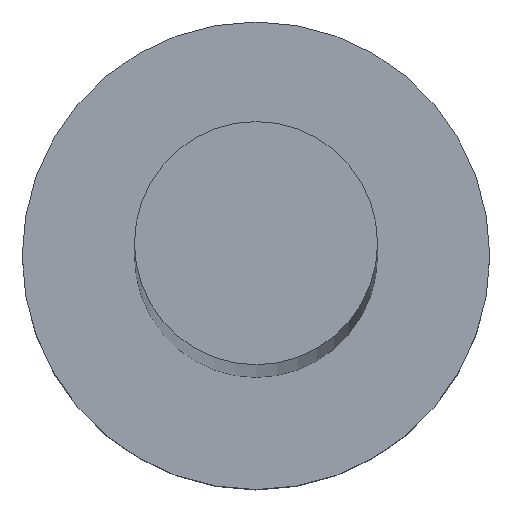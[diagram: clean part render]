
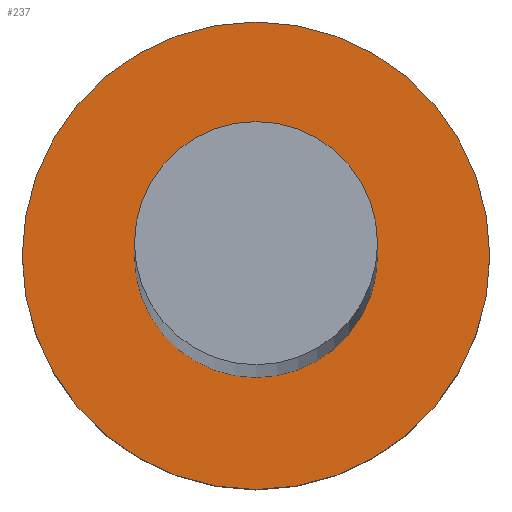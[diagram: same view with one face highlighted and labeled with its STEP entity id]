
A CAD part, top view. The second image highlights one B-rep face of the part: STEP entity #237.
In plain terms, the highlighted planar face has unit normal (0, 0, 1).
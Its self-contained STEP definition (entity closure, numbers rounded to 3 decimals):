
#15 = VERTEX_POINT ( 'NONE', #177 ) ;
#22 = AXIS2_PLACEMENT_3D ( 'NONE', #102, #230, #32 ) ;
#25 = AXIS2_PLACEMENT_3D ( 'NONE', #198, #233, #134 ) ;
#32 = DIRECTION ( 'NONE',  ( 1., 0., 0. ) ) ;
#36 = FACE_OUTER_BOUND ( 'NONE', #169, .T. ) ;
#47 = CARTESIAN_POINT ( 'NONE',  ( 2.6, 0., 5. ) ) ;
#48 = VERTEX_POINT ( 'NONE', #221 ) ;
#50 = CARTESIAN_POINT ( 'NONE',  ( 0., 0., 5. ) ) ;
#62 = ORIENTED_EDGE ( 'NONE', *, *, #75, .T. ) ;
#66 = CARTESIAN_POINT ( 'NONE',  ( -5., 0., 5. ) ) ;
#75 = EDGE_CURVE ( 'NONE', #15, #82, #214, .T. ) ;
#82 = VERTEX_POINT ( 'NONE', #66 ) ;
#91 = CIRCLE ( 'NONE', #236, 2.6 ) ;
#94 = AXIS2_PLACEMENT_3D ( 'NONE', #228, #255, #252 ) ;
#102 = CARTESIAN_POINT ( 'NONE',  ( 0., 0., 5. ) ) ;
#111 = EDGE_CURVE ( 'NONE', #48, #129, #229, .T. ) ;
#117 = PLANE ( 'NONE',  #25 ) ;
#124 = ORIENTED_EDGE ( 'NONE', *, *, #183, .T. ) ;
#129 = VERTEX_POINT ( 'NONE', #47 ) ;
#132 = CIRCLE ( 'NONE', #22, 5. ) ;
#134 = DIRECTION ( 'NONE',  ( 1., 0., 0. ) ) ;
#139 = EDGE_CURVE ( 'NONE', #129, #48, #91, .T. ) ;
#167 = DIRECTION ( 'NONE',  ( 1., 0., 0. ) ) ;
#169 = EDGE_LOOP ( 'NONE', ( #124, #62 ) ) ;
#170 = DIRECTION ( 'NONE',  ( 0., 0., 1. ) ) ;
#173 = DIRECTION ( 'NONE',  ( 1., 0., 0. ) ) ;
#174 = ORIENTED_EDGE ( 'NONE', *, *, #139, .F. ) ;
#177 = CARTESIAN_POINT ( 'NONE',  ( 5., 0., 5. ) ) ;
#178 = CARTESIAN_POINT ( 'NONE',  ( 0., 0., 5. ) ) ;
#183 = EDGE_CURVE ( 'NONE', #82, #15, #132, .T. ) ;
#185 = ORIENTED_EDGE ( 'NONE', *, *, #111, .F. ) ;
#187 = EDGE_LOOP ( 'NONE', ( #185, #174 ) ) ;
#198 = CARTESIAN_POINT ( 'NONE',  ( 0., 0., 5. ) ) ;
#208 = DIRECTION ( 'NONE',  ( 0., 0., 1. ) ) ;
#214 = CIRCLE ( 'NONE', #94, 5. ) ;
#215 = FACE_BOUND ( 'NONE', #187, .T. ) ;
#216 = AXIS2_PLACEMENT_3D ( 'NONE', #50, #170, #173 ) ;
#221 = CARTESIAN_POINT ( 'NONE',  ( -2.6, 0., 5. ) ) ;
#228 = CARTESIAN_POINT ( 'NONE',  ( 0., 0., 5. ) ) ;
#229 = CIRCLE ( 'NONE', #216, 2.6 ) ;
#230 = DIRECTION ( 'NONE',  ( 0., 0., 1. ) ) ;
#233 = DIRECTION ( 'NONE',  ( 0., 0., 1. ) ) ;
#236 = AXIS2_PLACEMENT_3D ( 'NONE', #178, #208, #167 ) ;
#237 = ADVANCED_FACE ( 'NONE', ( #215, #36 ), #117, .T. ) ;
#252 = DIRECTION ( 'NONE',  ( 1., 0., 0. ) ) ;
#255 = DIRECTION ( 'NONE',  ( 0., 0., 1. ) ) ;
